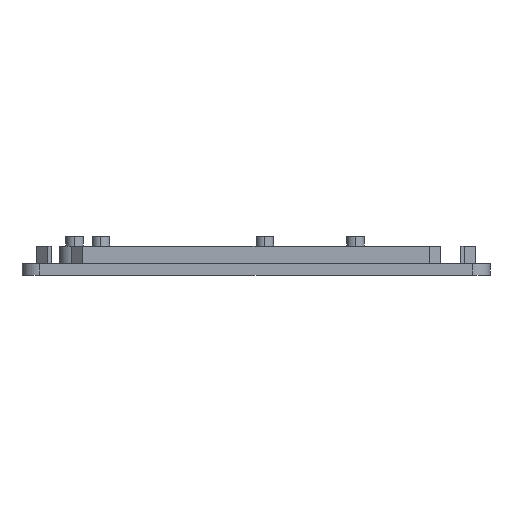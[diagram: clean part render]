
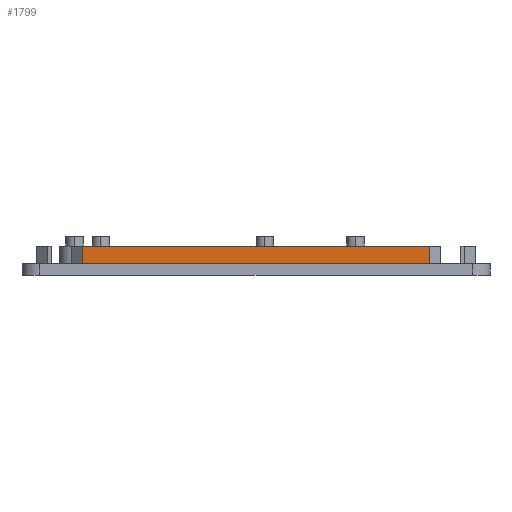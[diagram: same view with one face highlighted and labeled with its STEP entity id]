
A CAD part, front view. The second image highlights one B-rep face of the part: STEP entity #1799.
In plain terms, the highlighted free-form (B-spline) face has degree [1, 1] with [2, 2] control points.
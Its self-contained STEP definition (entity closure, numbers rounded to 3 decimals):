
#1 = CARTESIAN_POINT ( 'NONE',  ( 10.401, 2.4, 2. ) ) ;
#29 = CARTESIAN_POINT ( 'NONE',  ( 69.6, 2.4, 5. ) ) ;
#71 = CARTESIAN_POINT ( 'NONE',  ( 10.401, 2.4, 2. ) ) ;
#129 = VERTEX_POINT ( 'NONE', #1615 ) ;
#312 = CARTESIAN_POINT ( 'NONE',  ( 10.391, 2.4, 5.01 ) ) ;
#351 = EDGE_CURVE ( 'NONE', #815, #996, #396, .T. ) ;
#396 = B_SPLINE_CURVE_WITH_KNOTS ( 'NONE', 1,
 ( #431, #2866 ),
 .UNSPECIFIED., .F., .F.,
 ( 2, 2 ),
 ( 4.414, 4.714 ),
 .UNSPECIFIED. ) ;
#400 = CARTESIAN_POINT ( 'NONE',  ( 69.6, 2.4, 5. ) ) ;
#431 = CARTESIAN_POINT ( 'NONE',  ( 10.401, 2.4, 5. ) ) ;
#460 = CARTESIAN_POINT ( 'NONE',  ( 69.6, 2.4, 2. ) ) ;
#504 = FACE_OUTER_BOUND ( 'NONE', #1282, .T. ) ;
#538 = CARTESIAN_POINT ( 'NONE',  ( 69.61, 2.4, 5.01 ) ) ;
#555 = CARTESIAN_POINT ( 'NONE',  ( 10.391, 2.4, 1.99 ) ) ;
#758 = CARTESIAN_POINT ( 'NONE',  ( 69.6, 2.4, 5. ) ) ;
#777 = VERTEX_POINT ( 'NONE', #758 ) ;
#791 = ORIENTED_EDGE ( 'NONE', *, *, #2170, .T. ) ;
#815 = VERTEX_POINT ( 'NONE', #1619 ) ;
#939 = EDGE_CURVE ( 'NONE', #815, #777, #1070, .T. ) ;
#996 = VERTEX_POINT ( 'NONE', #71 ) ;
#1070 = B_SPLINE_CURVE_WITH_KNOTS ( 'NONE', 1,
 ( #2397, #400 ),
 .UNSPECIFIED., .F., .F.,
 ( 2, 2 ),
 ( -2.96, 2.96 ),
 .UNSPECIFIED. ) ;
#1282 = EDGE_LOOP ( 'NONE', ( #2103, #1809, #791, #2651 ) ) ;
#1436 = CARTESIAN_POINT ( 'NONE',  ( 69.61, 2.4, 1.99 ) ) ;
#1525 = CARTESIAN_POINT ( 'NONE',  ( 69.6, 2.4, 2. ) ) ;
#1615 = CARTESIAN_POINT ( 'NONE',  ( 69.6, 2.4, 2. ) ) ;
#1619 = CARTESIAN_POINT ( 'NONE',  ( 10.401, 2.4, 5. ) ) ;
#1799 = ADVANCED_FACE ( 'NONE', ( #504 ), #2076, .T. ) ;
#1809 = ORIENTED_EDGE ( 'NONE', *, *, #2215, .T. ) ;
#2076 = B_SPLINE_SURFACE_WITH_KNOTS ( 'NONE', 1, 1, ( 
 ( #538, #1436 ),
 ( #312, #555 ) ),
 .UNSPECIFIED., .F., .F., .F.,
 ( 2, 2 ),
 ( 2, 2 ),
 ( -2.961, 2.961 ),
 ( 5.985, 6.287 ),
 .UNSPECIFIED. ) ;
#2103 = ORIENTED_EDGE ( 'NONE', *, *, #351, .T. ) ;
#2134 = B_SPLINE_CURVE_WITH_KNOTS ( 'NONE', 1,
 ( #460, #29 ),
 .UNSPECIFIED., .F., .F.,
 ( 2, 2 ),
 ( -4.714, -4.414 ),
 .UNSPECIFIED. ) ;
#2170 = EDGE_CURVE ( 'NONE', #129, #777, #2134, .T. ) ;
#2195 = B_SPLINE_CURVE_WITH_KNOTS ( 'NONE', 1,
 ( #1, #1525 ),
 .UNSPECIFIED., .F., .F.,
 ( 2, 2 ),
 ( -2.96, 2.96 ),
 .UNSPECIFIED. ) ;
#2215 = EDGE_CURVE ( 'NONE', #996, #129, #2195, .T. ) ;
#2397 = CARTESIAN_POINT ( 'NONE',  ( 10.401, 2.4, 5. ) ) ;
#2651 = ORIENTED_EDGE ( 'NONE', *, *, #939, .F. ) ;
#2866 = CARTESIAN_POINT ( 'NONE',  ( 10.401, 2.4, 2. ) ) ;
